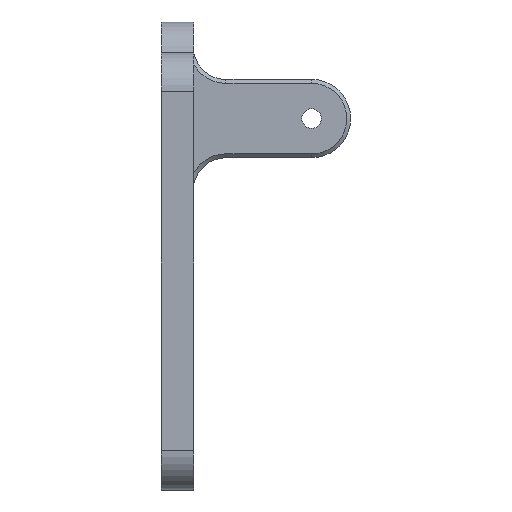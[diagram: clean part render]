
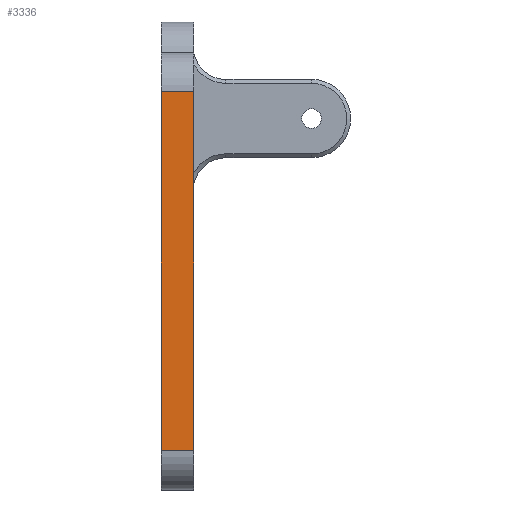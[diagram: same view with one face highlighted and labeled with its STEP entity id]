
A CAD part, left-side view. The second image highlights one B-rep face of the part: STEP entity #3336.
In plain terms, the highlighted planar face has unit normal (-1, 0, 0).
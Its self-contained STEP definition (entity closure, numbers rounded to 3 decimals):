
#78 = LINE ( 'NONE', #2483, #2896 ) ;
#341 = FACE_OUTER_BOUND ( 'NONE', #2285, .T. ) ;
#515 = VERTEX_POINT ( 'NONE', #4114 ) ;
#540 = CARTESIAN_POINT ( 'NONE',  ( -51.929, -110.252, 83.783 ) ) ;
#620 = DIRECTION ( 'NONE',  ( 0., 1., 0. ) ) ;
#808 = CARTESIAN_POINT ( 'NONE',  ( -51.929, -110.252, 138.733 ) ) ;
#1116 = EDGE_CURVE ( 'NONE', #1242, #2116, #4134, .T. ) ;
#1242 = VERTEX_POINT ( 'NONE', #2768 ) ;
#1572 = VECTOR ( 'NONE', #3651, 1000. ) ;
#1663 = VECTOR ( 'NONE', #4040, 1000. ) ;
#1980 = EDGE_CURVE ( 'NONE', #515, #1242, #3836, .T. ) ;
#2116 = VERTEX_POINT ( 'NONE', #4847 ) ;
#2254 = ORIENTED_EDGE ( 'NONE', *, *, #1116, .F. ) ;
#2285 = EDGE_LOOP ( 'NONE', ( #4555, #2793, #4433, #2254 ) ) ;
#2328 = DIRECTION ( 'NONE',  ( 0., 0., 1. ) ) ;
#2483 = CARTESIAN_POINT ( 'NONE',  ( -51.929, 0.688, 83.783 ) ) ;
#2535 = EDGE_CURVE ( 'NONE', #515, #3691, #78, .T. ) ;
#2729 = CARTESIAN_POINT ( 'NONE',  ( -51.929, 0.688, 138.733 ) ) ;
#2768 = CARTESIAN_POINT ( 'NONE',  ( -51.929, 5.688, 83.783 ) ) ;
#2793 = ORIENTED_EDGE ( 'NONE', *, *, #2535, .T. ) ;
#2896 = VECTOR ( 'NONE', #3447, 1000. ) ;
#3336 = ADVANCED_FACE ( 'NONE', ( #341 ), #5526, .T. ) ;
#3447 = DIRECTION ( 'NONE',  ( 0., 0., 1. ) ) ;
#3651 = DIRECTION ( 'NONE',  ( 0., 1., 0. ) ) ;
#3691 = VERTEX_POINT ( 'NONE', #2729 ) ;
#3814 = DIRECTION ( 'NONE',  ( -1., 0., 0. ) ) ;
#3836 = LINE ( 'NONE', #5225, #5676 ) ;
#3845 = LINE ( 'NONE', #808, #1572 ) ;
#4040 = DIRECTION ( 'NONE',  ( 0., 0., 1. ) ) ;
#4114 = CARTESIAN_POINT ( 'NONE',  ( -51.929, 0.688, 83.783 ) ) ;
#4134 = LINE ( 'NONE', #4535, #1663 ) ;
#4433 = ORIENTED_EDGE ( 'NONE', *, *, #5742, .T. ) ;
#4535 = CARTESIAN_POINT ( 'NONE',  ( -51.929, 5.688, 83.783 ) ) ;
#4555 = ORIENTED_EDGE ( 'NONE', *, *, #1980, .F. ) ;
#4847 = CARTESIAN_POINT ( 'NONE',  ( -51.929, 5.688, 138.733 ) ) ;
#5225 = CARTESIAN_POINT ( 'NONE',  ( -51.929, -110.252, 83.783 ) ) ;
#5352 = AXIS2_PLACEMENT_3D ( 'NONE', #540, #3814, #2328 ) ;
#5526 = PLANE ( 'NONE',  #5352 ) ;
#5676 = VECTOR ( 'NONE', #620, 1000. ) ;
#5742 = EDGE_CURVE ( 'NONE', #3691, #2116, #3845, .T. ) ;
